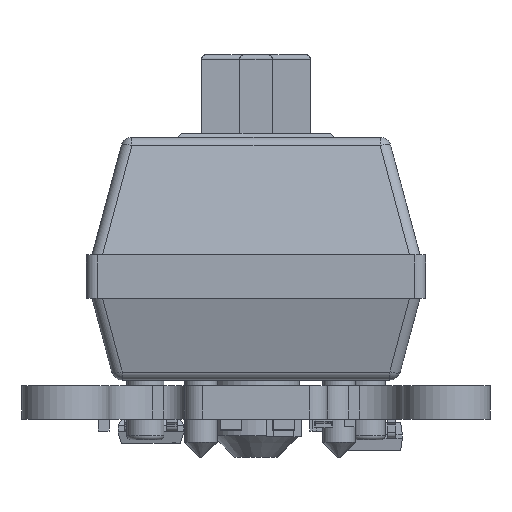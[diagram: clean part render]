
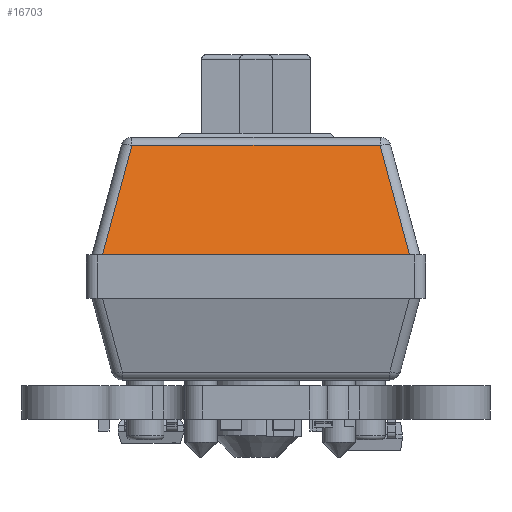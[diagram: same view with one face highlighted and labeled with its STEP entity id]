
A CAD part, front view. The second image highlights one B-rep face of the part: STEP entity #16703.
In plain terms, the highlighted planar face has unit normal (0, -0.966, 0.259).
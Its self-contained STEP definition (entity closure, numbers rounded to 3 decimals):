
#14714 = VERTEX_POINT('',#14715);
#14715 = CARTESIAN_POINT('',(-7.049,-7.532,6.));
#14722 = EDGE_CURVE('',#14723,#14714,#14725,.T.);
#14723 = VERTEX_POINT('',#14724);
#14724 = CARTESIAN_POINT('',(-5.701,-6.184,
    11.029));
#14725 = LINE('',#14726,#14727);
#14726 = CARTESIAN_POINT('',(-8.071,-8.553,
    2.188));
#14727 = VECTOR('',#14728,1.);
#14728 = DIRECTION('',(-0.251,-0.251,-0.935)
  );
#15289 = EDGE_CURVE('',#15290,#14723,#15292,.T.);
#15290 = VERTEX_POINT('',#15291);
#15291 = CARTESIAN_POINT('',(5.701,-6.184,
    11.029));
#15292 = LINE('',#15293,#15294);
#15293 = CARTESIAN_POINT('',(3.9,-6.184,11.029));
#15294 = VECTOR('',#15295,1.);
#15295 = DIRECTION('',(-1.,0.,0.));
#16397 = VERTEX_POINT('',#16398);
#16398 = CARTESIAN_POINT('',(7.049,-7.532,6.));
#16414 = EDGE_CURVE('',#16397,#15290,#16415,.T.);
#16415 = LINE('',#16416,#16417);
#16416 = CARTESIAN_POINT('',(8.071,-8.553,
    2.188));
#16417 = VECTOR('',#16418,1.);
#16418 = DIRECTION('',(-0.251,0.251,0.935));
#16661 = EDGE_CURVE('',#14714,#16397,#16662,.T.);
#16662 = LINE('',#16663,#16664);
#16663 = CARTESIAN_POINT('',(3.9,-7.532,6.));
#16664 = VECTOR('',#16665,1.);
#16665 = DIRECTION('',(1.,0.,0.));
#16703 = ADVANCED_FACE('',(#16704),#16710,.F.);
#16704 = FACE_BOUND('',#16705,.T.);
#16705 = EDGE_LOOP('',(#16706,#16707,#16708,#16709));
#16706 = ORIENTED_EDGE('',*,*,#16661,.T.);
#16707 = ORIENTED_EDGE('',*,*,#16414,.T.);
#16708 = ORIENTED_EDGE('',*,*,#15289,.T.);
#16709 = ORIENTED_EDGE('',*,*,#14722,.T.);
#16710 = PLANE('',#16711);
#16711 = AXIS2_PLACEMENT_3D('',#16712,#16713,#16714);
#16712 = CARTESIAN_POINT('',(7.8,-9.094,0.17));
#16713 = DIRECTION('',(0.,0.966,-0.259));
#16714 = DIRECTION('',(-1.,0.,0.));
